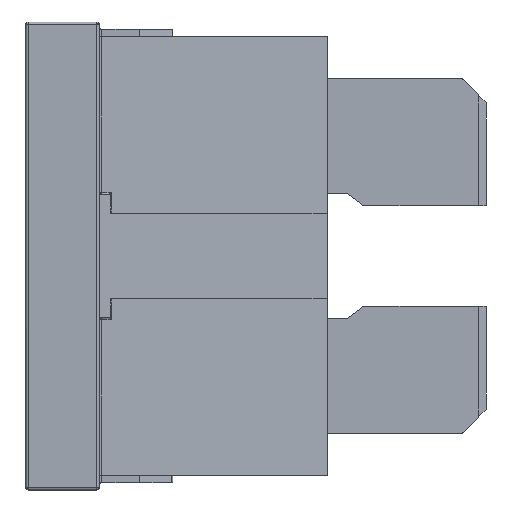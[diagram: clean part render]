
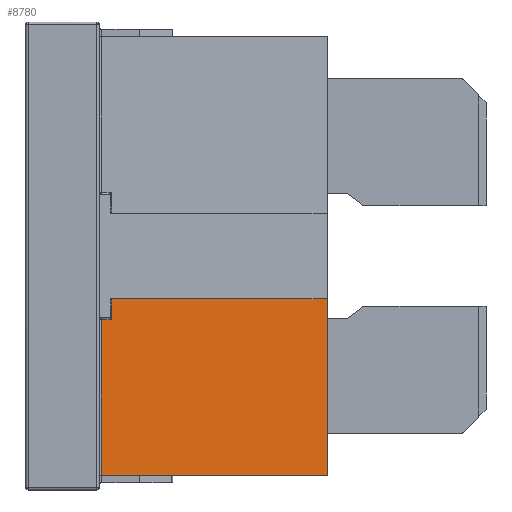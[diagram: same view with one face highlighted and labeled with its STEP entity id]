
A CAD part, left-side view. The second image highlights one B-rep face of the part: STEP entity #8780.
In plain terms, the highlighted planar face has unit normal (-0.995, -0.102, 0).
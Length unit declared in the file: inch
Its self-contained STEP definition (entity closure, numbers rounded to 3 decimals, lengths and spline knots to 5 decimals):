
#315 = PLANE ( 'NONE',  #1712 ) ;
#475 = LINE ( 'NONE', #5683, #2875 ) ;
#630 = VERTEX_POINT ( 'NONE', #7500 ) ;
#999 = EDGE_CURVE ( 'NONE', #630, #4370, #5006, .T. ) ;
#1143 = DIRECTION ( 'NONE',  ( 0., 0., -1. ) ) ;
#1404 = ORIENTED_EDGE ( 'NONE', *, *, #2463, .T. ) ;
#1608 = DIRECTION ( 'NONE',  ( 0., 0., -1. ) ) ;
#1658 = CARTESIAN_POINT ( 'NONE',  ( -0.03937, -0.24213, 0.30709 ) ) ;
#1712 = AXIS2_PLACEMENT_3D ( 'NONE', #3952, #10099, #4843 ) ;
#1716 = CARTESIAN_POINT ( 'NONE',  ( -0.07677, 0.12402, 0.30709 ) ) ;
#1732 = CARTESIAN_POINT ( 'NONE',  ( -0.07477, 0.10443, 0.27362 ) ) ;
#2349 = CARTESIAN_POINT ( 'NONE',  ( -0.07477, 0.10443, 0. ) ) ;
#2463 = EDGE_CURVE ( 'NONE', #6597, #7233, #4886, .T. ) ;
#2602 = CARTESIAN_POINT ( 'NONE',  ( -0.07677, 0.12402, 0.02362 ) ) ;
#2640 = CARTESIAN_POINT ( 'NONE',  ( -0.0764, 0.12035, 0.02362 ) ) ;
#2851 = CARTESIAN_POINT ( 'NONE',  ( -0.03937, -0.24213, 0.02362 ) ) ;
#2875 = VECTOR ( 'NONE', #10921, 39.37008 ) ;
#2963 = CARTESIAN_POINT ( 'NONE',  ( -0.07637, 0.12008, 0.02362 ) ) ;
#3088 = LINE ( 'NONE', #4318, #5156 ) ;
#3665 = ORIENTED_EDGE ( 'NONE', *, *, #11186, .T. ) ;
#3952 = CARTESIAN_POINT ( 'NONE',  ( -0.07677, 0.12402, 0. ) ) ;
#4318 = CARTESIAN_POINT ( 'NONE',  ( -0.03937, -0.24213, 0. ) ) ;
#4370 = VERTEX_POINT ( 'NONE', #9253 ) ;
#4412 = EDGE_LOOP ( 'NONE', ( #8160, #3665, #1404, #5101, #6975, #4734, #6291 ) ) ;
#4428 = CARTESIAN_POINT ( 'NONE',  ( -0.07637, 0.12008, 0.02362 ) ) ;
#4722 = FACE_OUTER_BOUND ( 'NONE', #4412, .T. ) ;
#4734 = ORIENTED_EDGE ( 'NONE', *, *, #7240, .T. ) ;
#4843 = DIRECTION ( 'NONE',  ( 0.102, -0.995, 0. ) ) ;
#4886 = LINE ( 'NONE', #2349, #6936 ) ;
#4999 = DIRECTION ( 'NONE',  ( 0., 0., -1. ) ) ;
#5006 = LINE ( 'NONE', #8125, #7044 ) ;
#5032 = VERTEX_POINT ( 'NONE', #2963 ) ;
#5101 = ORIENTED_EDGE ( 'NONE', *, *, #6467, .T. ) ;
#5156 = VECTOR ( 'NONE', #1608, 39.37008 ) ;
#5683 = CARTESIAN_POINT ( 'NONE',  ( -0.07677, 0.12402, 0.27362 ) ) ;
#6129 = DIRECTION ( 'NONE',  ( 0.102, -0.995, 0. ) ) ;
#6291 = ORIENTED_EDGE ( 'NONE', *, *, #7222, .T. ) ;
#6467 = EDGE_CURVE ( 'NONE', #7233, #630, #475, .T. ) ;
#6597 = VERTEX_POINT ( 'NONE', #7605 ) ;
#6872 = VERTEX_POINT ( 'NONE', #2851 ) ;
#6936 = VECTOR ( 'NONE', #4999, 39.37008 ) ;
#6975 = ORIENTED_EDGE ( 'NONE', *, *, #999, .T. ) ;
#7044 = VECTOR ( 'NONE', #1143, 39.37008 ) ;
#7222 = EDGE_CURVE ( 'NONE', #5032, #6872, #9780, .T. ) ;
#7233 = VERTEX_POINT ( 'NONE', #1732 ) ;
#7240 = EDGE_CURVE ( 'NONE', #4370, #5032, #9296, .T. ) ;
#7446 = VECTOR ( 'NONE', #6129, 39.37008 ) ;
#7500 = CARTESIAN_POINT ( 'NONE',  ( -0.07641, 0.12048, 0.27362 ) ) ;
#7605 = CARTESIAN_POINT ( 'NONE',  ( -0.07477, 0.10443, 0.30709 ) ) ;
#8125 = CARTESIAN_POINT ( 'NONE',  ( -0.07641, 0.12048, 0. ) ) ;
#8160 = ORIENTED_EDGE ( 'NONE', *, *, #8419, .F. ) ;
#8419 = EDGE_CURVE ( 'NONE', #10062, #6872, #3088, .T. ) ;
#8780 = ADVANCED_FACE ( 'NONE', ( #4722 ), #315, .T. ) ;
#8783 = CARTESIAN_POINT ( 'NONE',  ( -0.07641, 0.12048, 0.0236 ) ) ;
#9253 = CARTESIAN_POINT ( 'NONE',  ( -0.07641, 0.12048, 0.0236 ) ) ;
#9296 =( BOUNDED_CURVE ( )  B_SPLINE_CURVE ( 3, ( #8783, #2640, #9667, #4428 ),
 .UNSPECIFIED., .F., .F. ) 
 B_SPLINE_CURVE_WITH_KNOTS ( ( 4, 4 ),
 ( 4.61059, 4.71239 ),
 .UNSPECIFIED. ) 
 CURVE ( )  GEOMETRIC_REPRESENTATION_ITEM ( )  RATIONAL_B_SPLINE_CURVE ( ( 1., 0.999, 0.999, 1. ) ) 
 REPRESENTATION_ITEM ( '' )  );
#9619 = DIRECTION ( 'NONE',  ( -0.102, 0.995, 0. ) ) ;
#9667 = CARTESIAN_POINT ( 'NONE',  ( -0.07638, 0.12021, 0.02362 ) ) ;
#9780 = LINE ( 'NONE', #2602, #7446 ) ;
#10062 = VERTEX_POINT ( 'NONE', #1658 ) ;
#10099 = DIRECTION ( 'NONE',  ( -0.995, -0.102, 0. ) ) ;
#10921 = DIRECTION ( 'NONE',  ( -0.102, 0.995, 0. ) ) ;
#11085 = VECTOR ( 'NONE', #9619, 39.37008 ) ;
#11186 = EDGE_CURVE ( 'NONE', #10062, #6597, #11361, .T. ) ;
#11361 = LINE ( 'NONE', #1716, #11085 ) ;
